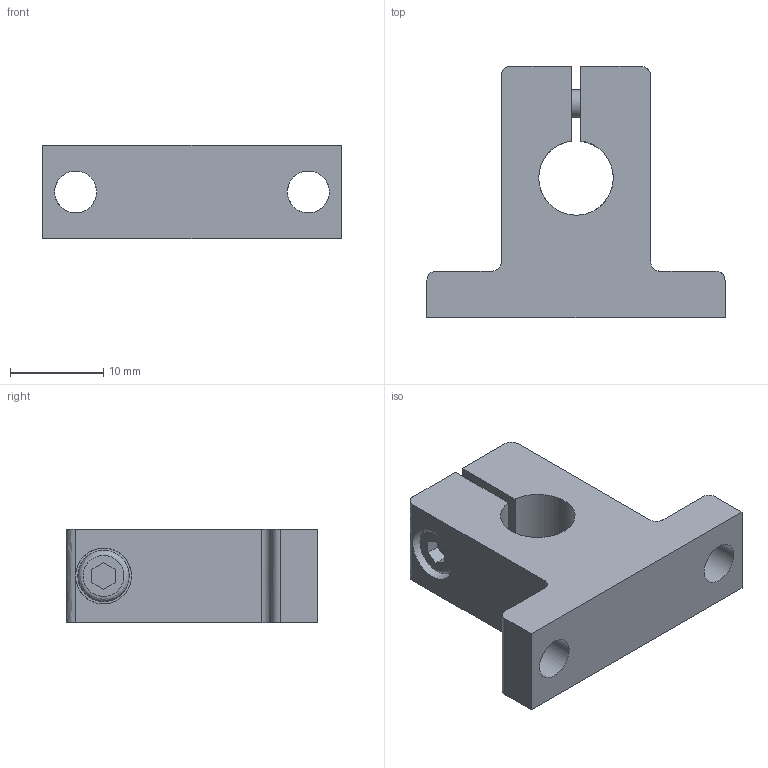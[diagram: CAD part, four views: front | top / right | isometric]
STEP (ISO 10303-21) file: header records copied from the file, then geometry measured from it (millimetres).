
FILE_DESCRIPTION ((), '1');
FILE_NAME ('WB55-008.stp', '2019-01-28T16:18:27', ('Unknown'), ('Unknown'), 'HarmonyWare STEP v2.0.5', 'Vectorworks', '');
FILE_SCHEMA (('CONFIG_CONTROL_DESIGN'));
Length unit declared in the file: millimetre
Products named in the file (1): NONE
Bounding box: 32 x 27 x 10 mm (x, y, z)
Volume: 4312.5 mm3; surface area: 2702.4 mm2
Topology: 1 solids, 1 shells, 40 faces, 130 edges, 96 vertices
Faces by surface type: bspline 40
Entity records: 1752 total; most frequent: CARTESIAN_POINT 939, ORIENTED_EDGE 260, EDGE_CURVE 130, VERTEX_POINT 96, B_SPLINE_CURVE_WITH_KNOTS 70, EDGE_LOOP 50, FACE_OUTER_BOUND 40, ADVANCED_FACE 40
